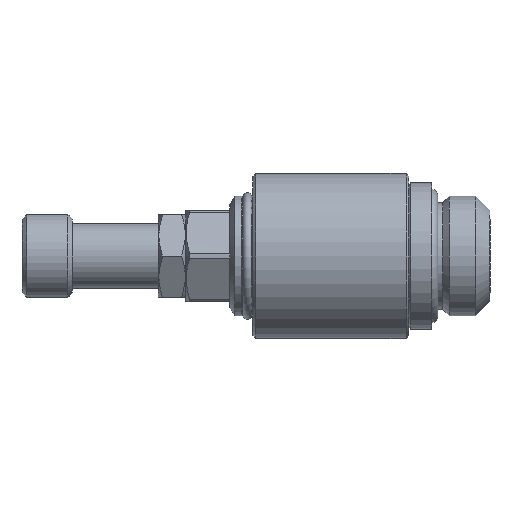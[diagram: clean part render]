
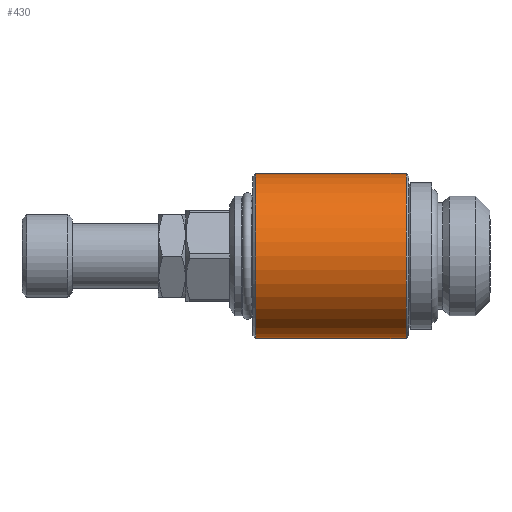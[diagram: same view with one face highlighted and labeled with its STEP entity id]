
A CAD part, left-side view. The second image highlights one B-rep face of the part: STEP entity #430.
In plain terms, the highlighted cylindrical face has radius 9 mm (diameter 18 mm), a full revolution.
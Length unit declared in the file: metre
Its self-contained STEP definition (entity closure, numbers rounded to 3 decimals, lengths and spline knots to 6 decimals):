
#430 = ADVANCED_FACE( 'NONE', ( #967, #968, #969 ), #970, .T. );
#967 = FACE_OUTER_BOUND( '', #2101, .T. );
#968 = FACE_OUTER_BOUND( '', #2102, .T. );
#969 = FACE_BOUND( '', #2103, .T. );
#970 = CYLINDRICAL_SURFACE( '', #2104, 0.009 );
#2101 = EDGE_LOOP( '', ( #4194 ) );
#2102 = EDGE_LOOP( '', ( #4195 ) );
#2103 = EDGE_LOOP( '', ( #4196, #4197 ) );
#2104 = AXIS2_PLACEMENT_3D( '', #4198, #4199, #4200 );
#4194 = ORIENTED_EDGE( '', *, *, #5154, .T. );
#4195 = ORIENTED_EDGE( '', *, *, #5309, .F. );
#4196 = ORIENTED_EDGE( '', *, *, #5381, .T. );
#4197 = ORIENTED_EDGE( '', *, *, #5382, .T. );
#4198 = CARTESIAN_POINT( '', ( 0., 0.007819, 0. ) );
#4199 = DIRECTION( '', ( 0., -1., 0. ) );
#4200 = DIRECTION( '', ( 0., 0., -1. ) );
#5154 = EDGE_CURVE( 'NONE', #5852, #5852, #5853, .T. );
#5309 = EDGE_CURVE( 'NONE', #6101, #6101, #6102, .T. );
#5381 = EDGE_CURVE( 'NONE', #6211, #6212, #6213, .T. );
#5382 = EDGE_CURVE( 'NONE', #6212, #6211, #6214, .T. );
#5852 = VERTEX_POINT( '', #7267 );
#5853 = CIRCLE( '', #7268, 0.009 );
#6101 = VERTEX_POINT( '', #7948 );
#6102 = CIRCLE( '', #7949, 0.009 );
#6211 = VERTEX_POINT( 'NONE', #8296 );
#6212 = VERTEX_POINT( 'NONE', #8297 );
#6213 = B_SPLINE_CURVE_WITH_KNOTS( '', 3, ( #8298, #8299, #8300, #8301, #8302, #8303, #8304, #8305, #8306, #8307, #8308, #8309, #8310, #8311, #8312, #8313, #8314, #8315, #8316, #8317, #8318, #8319, #8320 ), .UNSPECIFIED., .F., .F., ( 4, 1, 1, 1, 1, 1, 1, 1, 1, 1, 1, 1, 1, 1, 1, 1, 1, 1, 1, 1, 4 ), ( 0., 0.01563, 0.03126, 0.062508, 0.124933, 0.187358, 0.249881, 0.312403, 0.374925, 0.437447, 0.499967, 0.562489, 0.625011, 0.687532, 0.750055, 0.812576, 0.875028, 0.937483, 0.968739, 0.984368, 1. ), .UNSPECIFIED. );
#6214 = B_SPLINE_CURVE_WITH_KNOTS( '', 3, ( #8321, #8322, #8323, #8324, #8325, #8326, #8327, #8328, #8329, #8330, #8331, #8332, #8333, #8334, #8335, #8336, #8337, #8338, #8339, #8340, #8341, #8342, #8343 ), .UNSPECIFIED., .F., .F., ( 4, 1, 1, 1, 1, 1, 1, 1, 1, 1, 1, 1, 1, 1, 1, 1, 1, 1, 1, 1, 4 ), ( 0., 0.01563, 0.03126, 0.062508, 0.124933, 0.187358, 0.249879, 0.312402, 0.374924, 0.437445, 0.499967, 0.562488, 0.62501, 0.687531, 0.750053, 0.812576, 0.875028, 0.937482, 0.968739, 0.984367, 1. ), .UNSPECIFIED. );
#7267 = CARTESIAN_POINT( '', ( 0., 0.0259, -0.009 ) );
#7268 = AXIS2_PLACEMENT_3D( '', #9425, #9426, #9427 );
#7948 = CARTESIAN_POINT( '', ( 0., 0.0095, -0.009 ) );
#7949 = AXIS2_PLACEMENT_3D( '', #9539, #9540, #9541 );
#8296 = CARTESIAN_POINT( '', ( 0.007917, 0.015986, 0.004281 ) );
#8297 = CARTESIAN_POINT( '', ( 0.007919, 0.019424, -0.004277 ) );
#8298 = CARTESIAN_POINT( '', ( 0.007917, 0.015986, 0.004281 ) );
#8299 = CARTESIAN_POINT( '', ( 0.007902, 0.016057, 0.004307 ) );
#8300 = CARTESIAN_POINT( '', ( 0.007874, 0.0162, 0.00436 ) );
#8301 = CARTESIAN_POINT( '', ( 0.007824, 0.016492, 0.004448 ) );
#8302 = CARTESIAN_POINT( '', ( 0.007756, 0.017016, 0.004567 ) );
#8303 = CARTESIAN_POINT( '', ( 0.007719, 0.017792, 0.004627 ) );
#8304 = CARTESIAN_POINT( '', ( 0.007784, 0.018718, 0.004519 ) );
#8305 = CARTESIAN_POINT( '', ( 0.007942, 0.019594, 0.004239 ) );
#8306 = CARTESIAN_POINT( '', ( 0.008163, 0.02039, 0.003805 ) );
#8307 = CARTESIAN_POINT( '', ( 0.008409, 0.021084, 0.003232 ) );
#8308 = CARTESIAN_POINT( '', ( 0.008648, 0.021657, 0.002535 ) );
#8309 = CARTESIAN_POINT( '', ( 0.008846, 0.022088, 0.00173 ) );
#8310 = CARTESIAN_POINT( '', ( 0.008976, 0.022353, 0.000843 ) );
#8311 = CARTESIAN_POINT( '', ( 0.009016, 0.022431, -0.000089 ) );
#8312 = CARTESIAN_POINT( '', ( 0.008958, 0.022316, -0.001016 ) );
#8313 = CARTESIAN_POINT( '', ( 0.008813, 0.022018, -0.00189 ) );
#8314 = CARTESIAN_POINT( '', ( 0.008605, 0.021559, -0.002675 ) );
#8315 = CARTESIAN_POINT( '', ( 0.008362, 0.020962, -0.003349 ) );
#8316 = CARTESIAN_POINT( '', ( 0.008159, 0.020367, -0.003806 ) );
#8317 = CARTESIAN_POINT( '', ( 0.008031, 0.019909, -0.004064 ) );
#8318 = CARTESIAN_POINT( '', ( 0.007964, 0.019635, -0.004192 ) );
#8319 = CARTESIAN_POINT( '', ( 0.007934, 0.019494, -0.004249 ) );
#8320 = CARTESIAN_POINT( '', ( 0.007919, 0.019424, -0.004277 ) );
#8321 = CARTESIAN_POINT( '', ( 0.007919, 0.019424, -0.004277 ) );
#8322 = CARTESIAN_POINT( '', ( 0.007904, 0.019353, -0.004304 ) );
#8323 = CARTESIAN_POINT( '', ( 0.007875, 0.01921, -0.004357 ) );
#8324 = CARTESIAN_POINT( '', ( 0.007826, 0.018917, -0.004445 ) );
#8325 = CARTESIAN_POINT( '', ( 0.007757, 0.018393, -0.004565 ) );
#8326 = CARTESIAN_POINT( '', ( 0.007719, 0.017616, -0.004627 ) );
#8327 = CARTESIAN_POINT( '', ( 0.007783, 0.016689, -0.004521 ) );
#8328 = CARTESIAN_POINT( '', ( 0.007941, 0.015811, -0.004242 ) );
#8329 = CARTESIAN_POINT( '', ( 0.008162, 0.015013, -0.003807 ) );
#8330 = CARTESIAN_POINT( '', ( 0.008408, 0.014318, -0.003234 ) );
#8331 = CARTESIAN_POINT( '', ( 0.008647, 0.013744, -0.002536 ) );
#8332 = CARTESIAN_POINT( '', ( 0.008846, 0.013312, -0.00173 ) );
#8333 = CARTESIAN_POINT( '', ( 0.008976, 0.013047, -0.000842 ) );
#8334 = CARTESIAN_POINT( '', ( 0.009016, 0.012969, 0.000092 ) );
#8335 = CARTESIAN_POINT( '', ( 0.008958, 0.013084, 0.00102 ) );
#8336 = CARTESIAN_POINT( '', ( 0.008812, 0.013384, 0.001895 ) );
#8337 = CARTESIAN_POINT( '', ( 0.008603, 0.013845, 0.002681 ) );
#8338 = CARTESIAN_POINT( '', ( 0.00836, 0.014444, 0.003355 ) );
#8339 = CARTESIAN_POINT( '', ( 0.008157, 0.015041, 0.003811 ) );
#8340 = CARTESIAN_POINT( '', ( 0.008028, 0.0155, 0.004069 ) );
#8341 = CARTESIAN_POINT( '', ( 0.007962, 0.015775, 0.004196 ) );
#8342 = CARTESIAN_POINT( '', ( 0.007932, 0.015916, 0.004253 ) );
#8343 = CARTESIAN_POINT( '', ( 0.007917, 0.015986, 0.004281 ) );
#9425 = CARTESIAN_POINT( '', ( 0., 0.0259, 0. ) );
#9426 = DIRECTION( '', ( 0., -1., 0. ) );
#9427 = DIRECTION( '', ( 0., 0., -1. ) );
#9539 = CARTESIAN_POINT( '', ( 0., 0.0095, 0. ) );
#9540 = DIRECTION( '', ( 0., -1., 0. ) );
#9541 = DIRECTION( '', ( 0., 0., -1. ) );
